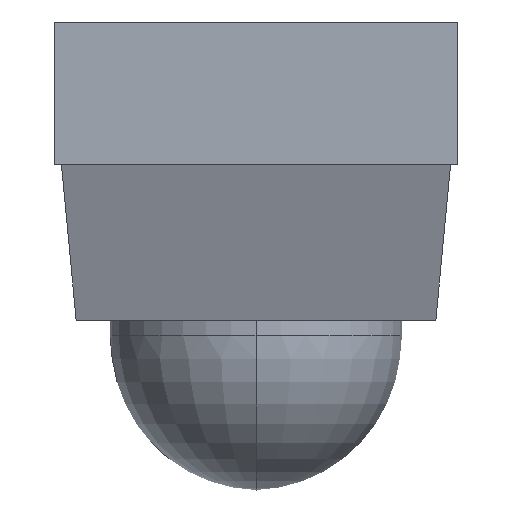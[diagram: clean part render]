
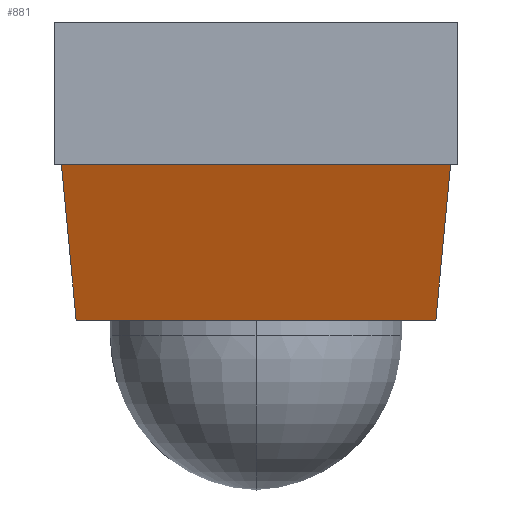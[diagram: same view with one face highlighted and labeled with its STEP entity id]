
A CAD part, left-side view. The second image highlights one B-rep face of the part: STEP entity #881.
In plain terms, the highlighted planar face has unit normal (-0.942, 0, -0.336).
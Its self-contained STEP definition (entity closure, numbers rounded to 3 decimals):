
#43 = VERTEX_POINT ( 'NONE', #95 ) ;
#95 = CARTESIAN_POINT ( 'NONE',  ( -0.394, 0.365, -0.46 ) ) ;
#108 = DIRECTION ( 'NONE',  ( 0.336, 0., -0.942 ) ) ;
#261 = CARTESIAN_POINT ( 'NONE',  ( -0.506, 0.395, -0.145 ) ) ;
#290 = VECTOR ( 'NONE', #1644, 1000. ) ;
#320 = VECTOR ( 'NONE', #1468, 1000. ) ;
#326 = LINE ( 'NONE', #1904, #1555 ) ;
#339 = AXIS2_PLACEMENT_3D ( 'NONE', #1733, #1543, #108 ) ;
#378 = DIRECTION ( 'NONE',  ( -0.336, 0., 0.942 ) ) ;
#450 = DIRECTION ( 'NONE',  ( -0.336, 0., 0.942 ) ) ;
#485 = LINE ( 'NONE', #1145, #528 ) ;
#501 = EDGE_CURVE ( 'NONE', #852, #1860, #1348, .T. ) ;
#509 = DIRECTION ( 'NONE',  ( 0., -1., 0. ) ) ;
#528 = VECTOR ( 'NONE', #509, 1000. ) ;
#550 = CARTESIAN_POINT ( 'NONE',  ( -0.486, -0.39, -0.201 ) ) ;
#630 = VERTEX_POINT ( 'NONE', #261 ) ;
#787 = ORIENTED_EDGE ( 'NONE', *, *, #1182, .T. ) ;
#792 = FACE_OUTER_BOUND ( 'NONE', #1011, .T. ) ;
#829 = CARTESIAN_POINT ( 'NONE',  ( -0.51, 0.395, -0.135 ) ) ;
#831 = VERTEX_POINT ( 'NONE', #1363 ) ;
#852 = VERTEX_POINT ( 'NONE', #939 ) ;
#881 = ADVANCED_FACE ( 'NONE', ( #792 ), #1581, .F. ) ;
#918 = EDGE_CURVE ( 'NONE', #43, #852, #485, .T. ) ;
#939 = CARTESIAN_POINT ( 'NONE',  ( -0.394, -0.365, -0.46 ) ) ;
#1011 = EDGE_LOOP ( 'NONE', ( #1569, #1709, #1559, #1441, #787, #1165 ) ) ;
#1145 = CARTESIAN_POINT ( 'NONE',  ( -0.394, 0.395, -0.46 ) ) ;
#1165 = ORIENTED_EDGE ( 'NONE', *, *, #1768, .T. ) ;
#1182 = EDGE_CURVE ( 'NONE', #1860, #831, #1852, .T. ) ;
#1184 = LINE ( 'NONE', #1357, #290 ) ;
#1292 = VECTOR ( 'NONE', #378, 1000. ) ;
#1348 = LINE ( 'NONE', #550, #320 ) ;
#1357 = CARTESIAN_POINT ( 'NONE',  ( -0.51, 0.396, -0.135 ) ) ;
#1363 = CARTESIAN_POINT ( 'NONE',  ( -0.508, -0.395, -0.14 ) ) ;
#1404 = VERTEX_POINT ( 'NONE', #1491 ) ;
#1440 = CARTESIAN_POINT ( 'NONE',  ( -0.506, -0.395, -0.145 ) ) ;
#1441 = ORIENTED_EDGE ( 'NONE', *, *, #501, .T. ) ;
#1468 = DIRECTION ( 'NONE',  ( -0.335, -0.089, 0.938 ) ) ;
#1491 = CARTESIAN_POINT ( 'NONE',  ( -0.508, 0.395, -0.14 ) ) ;
#1543 = DIRECTION ( 'NONE',  ( 0.942, 0., 0.336 ) ) ;
#1555 = VECTOR ( 'NONE', #1619, 1000. ) ;
#1559 = ORIENTED_EDGE ( 'NONE', *, *, #918, .T. ) ;
#1569 = ORIENTED_EDGE ( 'NONE', *, *, #1692, .F. ) ;
#1581 = PLANE ( 'NONE',  #339 ) ;
#1599 = VECTOR ( 'NONE', #450, 1000. ) ;
#1619 = DIRECTION ( 'NONE',  ( 0., 1., 0. ) ) ;
#1644 = DIRECTION ( 'NONE',  ( 0.335, -0.089, -0.938 ) ) ;
#1658 = EDGE_CURVE ( 'NONE', #630, #43, #1184, .T. ) ;
#1692 = EDGE_CURVE ( 'NONE', #630, #1404, #1829, .T. ) ;
#1709 = ORIENTED_EDGE ( 'NONE', *, *, #1658, .T. ) ;
#1733 = CARTESIAN_POINT ( 'NONE',  ( -0.51, 0.395, -0.135 ) ) ;
#1768 = EDGE_CURVE ( 'NONE', #831, #1404, #326, .T. ) ;
#1829 = LINE ( 'NONE', #829, #1292 ) ;
#1852 = LINE ( 'NONE', #1884, #1599 ) ;
#1860 = VERTEX_POINT ( 'NONE', #1440 ) ;
#1884 = CARTESIAN_POINT ( 'NONE',  ( -0.51, -0.395, -0.135 ) ) ;
#1904 = CARTESIAN_POINT ( 'NONE',  ( -0.508, 0., -0.14 ) ) ;
